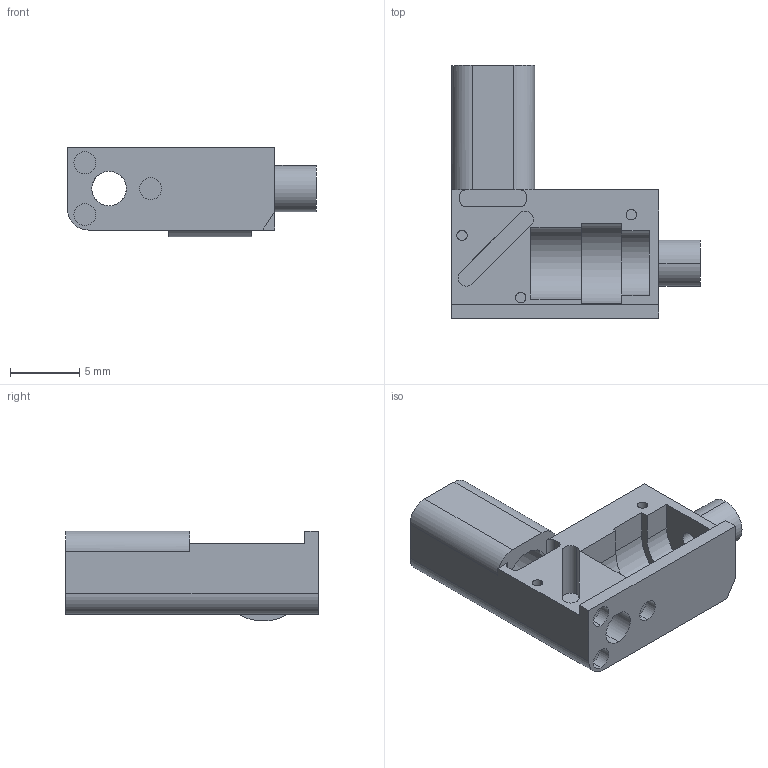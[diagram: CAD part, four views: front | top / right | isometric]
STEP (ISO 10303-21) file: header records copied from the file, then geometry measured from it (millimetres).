
FILE_DESCRIPTION (( 'STEP AP214' ), '1' );
FILE_NAME ('MS_MainBody_TwoColor.STEP', '2021-06-21T19:39:07', ( '' ), ( '' ), 'SwSTEP 2.0', 'SolidWorks 2019', '' );
FILE_SCHEMA (( 'AUTOMOTIVE_DESIGN' ));
Length unit declared in the file: millimetre
Products named in the file (1): MS_MainBody_TwoColor
Bounding box: 18 x 18.3 x 6.49 mm (x, y, z)
Volume: 560.4 mm3; surface area: 1192.3 mm2
Topology: 1 solids, 1 shells, 85 faces, 217 edges, 142 vertices
Faces by surface type: plane 45, cylinder 40
Entity records: 2671 total; most frequent: CARTESIAN_POINT 505, DIRECTION 455, ORIENTED_EDGE 434, EDGE_CURVE 217, AXIS2_PLACEMENT_3D 162, VERTEX_POINT 142, LINE 131, VECTOR 131
